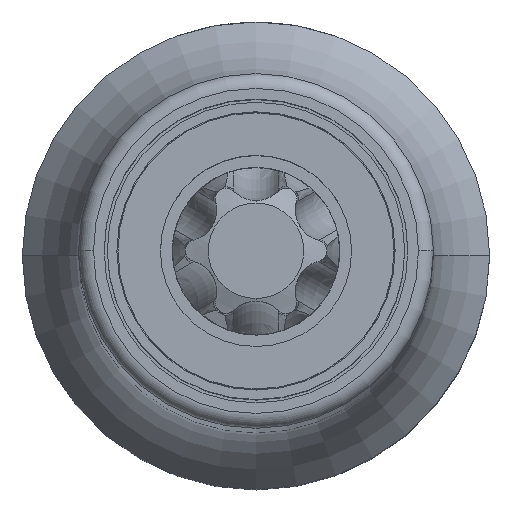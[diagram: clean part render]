
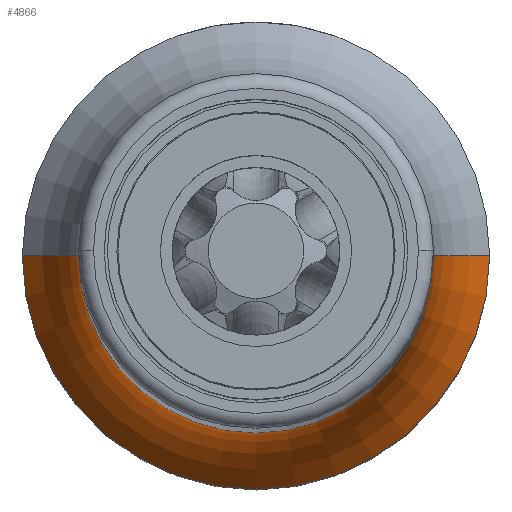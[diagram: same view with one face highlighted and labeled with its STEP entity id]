
A CAD part, top view. The second image highlights one B-rep face of the part: STEP entity #4866.
In plain terms, the highlighted toroidal (fillet/blend) face has major radius 18.35 mm and minor radius 10 mm.
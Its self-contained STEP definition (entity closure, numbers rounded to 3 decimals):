
#4338=CARTESIAN_POINT('',(0.,0.,18.7));
#4339=DIRECTION('',(0.,0.,1.));
#4340=DIRECTION('',(1.,0.,0.));
#4341=AXIS2_PLACEMENT_3D('',#4338,#4339,#4340);
#4346=CARTESIAN_POINT('',(18.35,0.,
25.481));
#4347=DIRECTION('',(0.,1.,0.));
#4348=DIRECTION('',(-0.735,0.,-0.678));
#4349=AXIS2_PLACEMENT_3D('',#4346,#4347,#4348);
#4354=CARTESIAN_POINT('',(-18.35,0.,
25.481));
#4355=DIRECTION('',(0.,-1.,0.));
#4356=DIRECTION('',(0.735,0.,-0.678));
#4357=AXIS2_PLACEMENT_3D('',#4354,#4355,#4356);
#4561=CARTESIAN_POINT('',(0.,0.,25.481));
#4562=DIRECTION('',(0.,0.,1.));
#4563=DIRECTION('',(1.,0.,0.));
#4564=AXIS2_PLACEMENT_3D('',#4561,#4562,#4563);
#4576=CARTESIAN_POINT('',(-11.,0.,18.7));
#4577=CARTESIAN_POINT('',(11.,0.,18.7));
#4578=VERTEX_POINT('',#4576);
#4579=VERTEX_POINT('',#4577);
#4580=CARTESIAN_POINT('',(-8.35,0.,25.481));
#4581=CARTESIAN_POINT('',(8.35,0.,25.481));
#4582=VERTEX_POINT('',#4580);
#4583=VERTEX_POINT('',#4581);
#4852=CARTESIAN_POINT('',(0.,0.,25.481));
#4853=DIRECTION('',(0.,0.,1.));
#4854=DIRECTION('',(1.,0.,0.));
#4855=AXIS2_PLACEMENT_3D('',#4852,#4853,#4854);
#4856=TOROIDAL_SURFACE('',#4855,18.35,10.);
#4857=ORIENTED_EDGE('',*,*,#4846,.F.);
#4859=ORIENTED_EDGE('',*,*,#4858,.T.);
#4861=ORIENTED_EDGE('',*,*,#4860,.T.);
#4863=ORIENTED_EDGE('',*,*,#4862,.F.);
#4864=EDGE_LOOP('',(#4857,#4859,#4861,#4863));
#4865=FACE_OUTER_BOUND('',#4864,.F.);
#4866=ADVANCED_FACE('',(#4865),#4856,.F.);
#4342=CIRCLE('',#4341,11.);
#4350=CIRCLE('',#4349,10.);
#4358=CIRCLE('',#4357,10.);
#4565=CIRCLE('',#4564,8.35);
#4846=EDGE_CURVE('',#4579,#4578,#4342,.T.);
#4858=EDGE_CURVE('',#4579,#4583,#4350,.T.);
#4860=EDGE_CURVE('',#4583,#4582,#4565,.T.);
#4862=EDGE_CURVE('',#4578,#4582,#4358,.T.);
